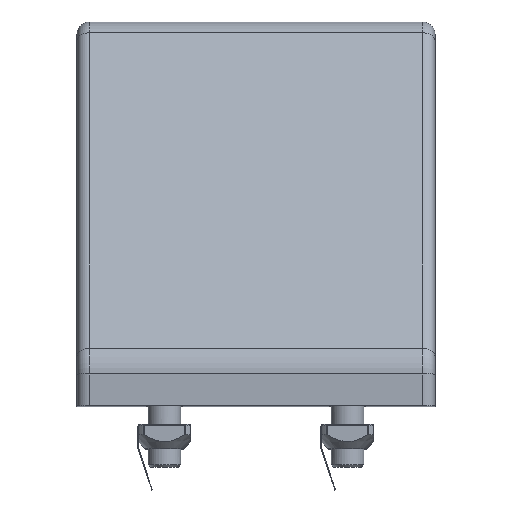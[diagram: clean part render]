
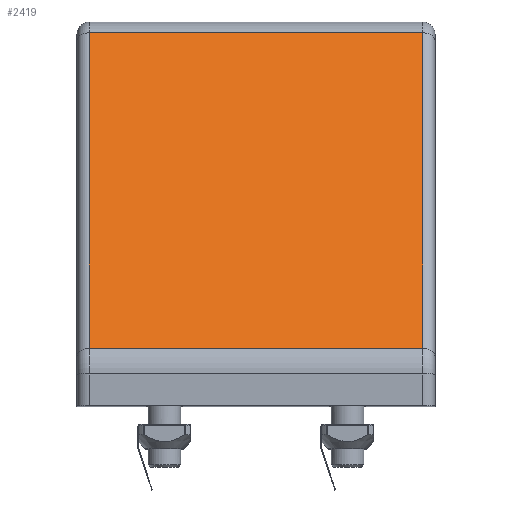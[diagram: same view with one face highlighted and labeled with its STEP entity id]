
A CAD part, top view. The second image highlights one B-rep face of the part: STEP entity #2419.
In plain terms, the highlighted face is planar.
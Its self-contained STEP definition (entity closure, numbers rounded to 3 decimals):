
#2419=ADVANCED_FACE('',(#2629),#2630,.T.);
#2629=FACE_OUTER_BOUND('',#2995,.T.);
#2630=PLANE('',#2996);
#2995=EDGE_LOOP('',(#3375,#3376,#3377,#3378));
#2996=AXIS2_PLACEMENT_3D('',#3379,#3380,#3381);
#3375=ORIENTED_EDGE('',*,*,#4692,.T.);
#3376=ORIENTED_EDGE('',*,*,#4693,.T.);
#3377=ORIENTED_EDGE('',*,*,#4694,.T.);
#3378=ORIENTED_EDGE('',*,*,#4695,.T.);
#3379=CARTESIAN_POINT('',(94.5,11.564,-44.0));
#3380=DIRECTION('',(0.707,0.707,0.0));
#3381=DIRECTION('',(-0.707,0.707,0.0));
#4692=EDGE_CURVE('',#5117,#5113,#5118,.T.);
#4693=EDGE_CURVE('',#5113,#5119,#5120,.F.);
#4694=EDGE_CURVE('',#5119,#5121,#5122,.F.);
#4695=EDGE_CURVE('',#5121,#5117,#5123,.T.);
#5113=VERTEX_POINT('',#5800);
#5117=VERTEX_POINT('',#5804);
#5118=LINE('',#5805,#5806);
#5119=VERTEX_POINT('',#5807);
#5120=LINE('',#5808,#5809);
#5121=VERTEX_POINT('',#5810);
#5122=LINE('',#5811,#5812);
#5123=LINE('',#5813,#5814);
#5800=CARTESIAN_POINT('',(14.2,91.864,41.0));
#5804=CARTESIAN_POINT('',(14.2,91.864,-41.0));
#5805=CARTESIAN_POINT('',(14.2,91.864,-44.0));
#5806=VECTOR('',#6897,1.0);
#5807=CARTESIAN_POINT('',(91.864,14.2,41.0));
#5808=CARTESIAN_POINT('',(91.864,14.2,41.0));
#5809=VECTOR('',#6898,1.0);
#5810=CARTESIAN_POINT('',(91.864,14.2,-41.0));
#5811=CARTESIAN_POINT('',(91.864,14.2,-44.0));
#5812=VECTOR('',#6899,1.0);
#5813=CARTESIAN_POINT('',(94.5,11.564,-41.0));
#5814=VECTOR('',#6900,1.0);
#6897=DIRECTION('',(0.0,0.0,1.0));
#6898=DIRECTION('',(-0.707,0.707,0.0));
#6899=DIRECTION('',(0.0,0.0,1.0));
#6900=DIRECTION('',(-0.707,0.707,0.0));
